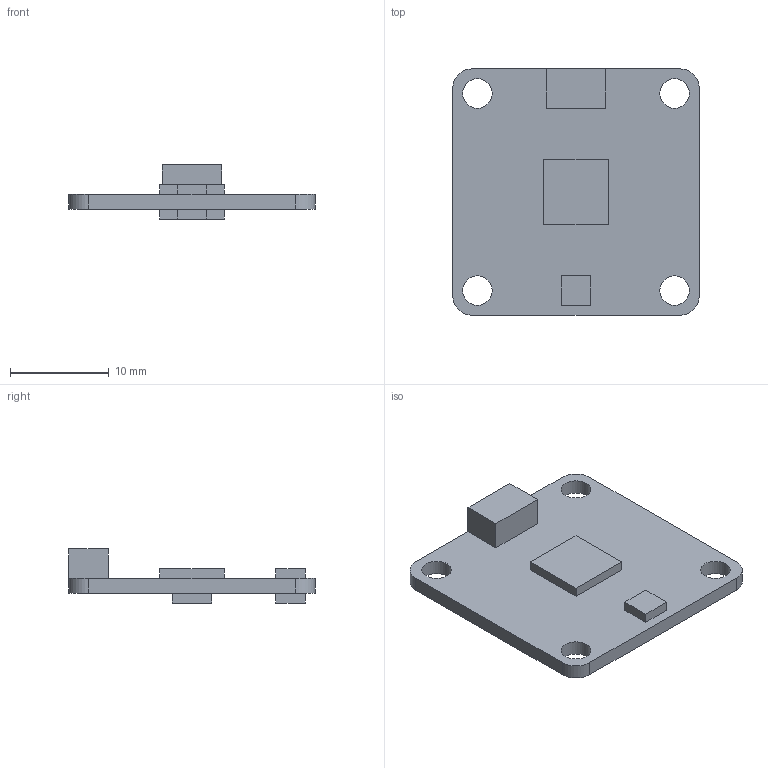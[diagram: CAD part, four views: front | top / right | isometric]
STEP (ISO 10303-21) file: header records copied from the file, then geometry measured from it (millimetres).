
FILE_DESCRIPTION(/* description */ (''),/* implementation_level */ '2;1');
FILE_NAME(/* name */ 'MagEnc.step',/* time_stamp */ '2016-09-15T11:02:52+03:00',/* author */ (''),/* organization */ (''),/* preprocessor_version */ 'ST-DEVELOPER v16.5',/* originating_system */ 'Autodesk Translation Framework v5.1.0.2740',/* authorisation */ '');
FILE_SCHEMA (('AUTOMOTIVE_DESIGN { 1 0 10303 214 3 1 1 }'));
Length unit declared in the file: centimetre
Products named in the file (1): Magnetic Encoder v1
Bounding box: 25 x 25 x 5.5 mm (x, y, z)
Volume: 1047.4 mm3; surface area: 1523.9 mm2
Topology: 1 solids, 1 shells, 122 faces, 330 edges, 220 vertices
Faces by surface type: plane 72, bspline 42, cylinder 8
Full cylindrical faces by diameter (mm): 3 x4
Entity records: 4210 total; most frequent: CARTESIAN_POINT 1383, ORIENTED_EDGE 652, DIRECTION 420, EDGE_CURVE 326, LINE 226, VECTOR 226, VERTEX_POINT 220, EDGE_LOOP 144
